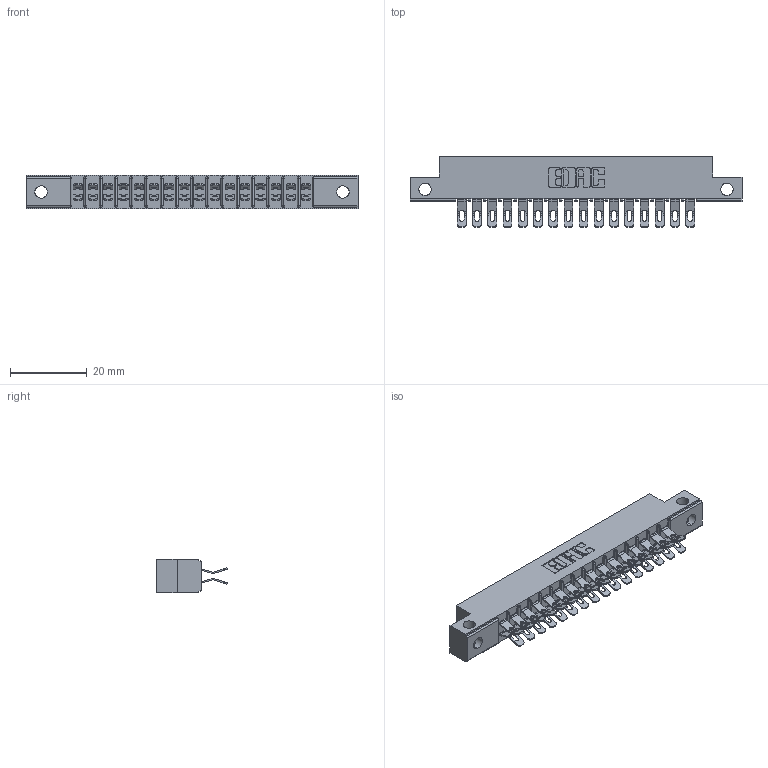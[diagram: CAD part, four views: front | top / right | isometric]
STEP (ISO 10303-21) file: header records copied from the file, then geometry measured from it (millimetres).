
FILE_DESCRIPTION (( 'STEP AP203' ), '1' );
FILE_NAME ('305-032-555-512.STEP', '2020-09-19T21:30:49', ( '' ), ( '' ), 'SwSTEP 2.0', 'SolidWorks 2020', '' );
FILE_SCHEMA (( 'CONFIG_CONTROL_DESIGN' ));
Length unit declared in the file: inch
Products named in the file (3): 305-032-555-512; 305 Part_.128 Dia; 305-290-001_555
Assembly tree (33 placements, depth 2):
  305-032-555-512
    305 Part_.128 Dia
    305-290-001_555  x32
Bounding box: 86.41 x 18.41 x 8.71 mm (x, y, z)
Volume: 5160.8 mm3; surface area: 10439.7 mm2
Topology: 33 solids, 33 shells, 2240 faces, 6672 edges, 4356 vertices
Faces by surface type: plane 1092, cylinder 1084, sphere 64
Entity records: 21519 total; most frequent: CARTESIAN_POINT 3628, ORIENTED_EDGE 3544, DIRECTION 3464, EDGE_CURVE 1772, LINE 1368, VECTOR 1368, VERTEX_POINT 1132, AXIS2_PLACEMENT_3D 1048
